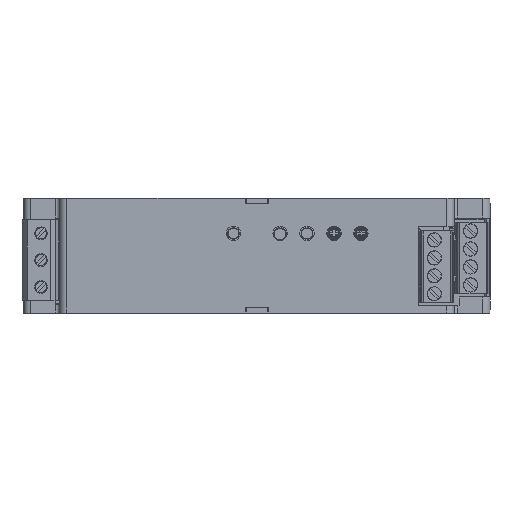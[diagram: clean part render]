
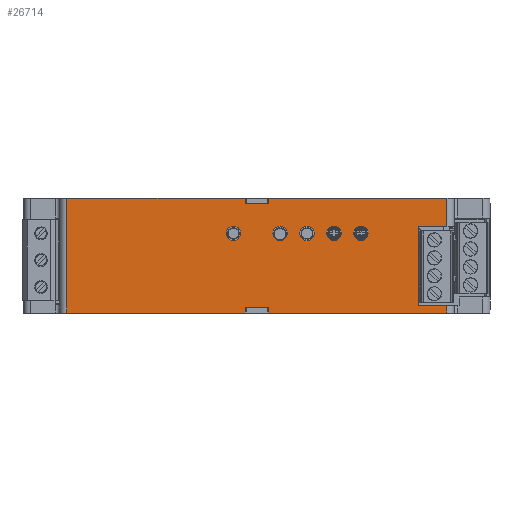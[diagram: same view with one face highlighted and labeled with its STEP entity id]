
A CAD part, top view. The second image highlights one B-rep face of the part: STEP entity #26714.
In plain terms, the highlighted planar face has unit normal (0, 0, 1).
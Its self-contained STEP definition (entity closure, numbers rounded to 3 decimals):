
#26714=ADVANCED_FACE('',(#52923,#52925,#52927,#52929,#52931,#52933),#52935,.T.);
#52923=FACE_BOUND('',#52924,.T.);
#52924=EDGE_LOOP('',(#67281,#67282,#67283,#67284,#67285,#67286,#67287,#67288,#67289,
#67290,#67291,#67292,#67293,#67294,#67295,#67296));
#52925=FACE_BOUND('',#52926,.T.);
#52926=EDGE_LOOP('',(#67297));
#52927=FACE_BOUND('',#52928,.T.);
#52928=EDGE_LOOP('',(#67298));
#52929=FACE_BOUND('',#52930,.T.);
#52930=EDGE_LOOP('',(#67299));
#52931=FACE_BOUND('',#52932,.T.);
#52932=EDGE_LOOP('',(#67300));
#52933=FACE_BOUND('',#52934,.T.);
#52934=EDGE_LOOP('',(#67301));
#52935=PLANE('',#52936);
#52936=AXIS2_PLACEMENT_3D('',#52937,#52938,#52939);
#52937=CARTESIAN_POINT('',(-126.597,0.,-125.597));
#52938=DIRECTION('',(0.,0.,1.));
#52939=DIRECTION('',(1.,0.,0.));
#67281=ORIENTED_EDGE('',*,*,#74420,.T.);
#67282=ORIENTED_EDGE('',*,*,#74421,.T.);
#67283=ORIENTED_EDGE('',*,*,#74422,.T.);
#67284=ORIENTED_EDGE('',*,*,#74423,.T.);
#67285=ORIENTED_EDGE('',*,*,#74393,.T.);
#67286=ORIENTED_EDGE('',*,*,#74424,.T.);
#67287=ORIENTED_EDGE('',*,*,#74425,.T.);
#67288=ORIENTED_EDGE('',*,*,#74426,.T.);
#67289=ORIENTED_EDGE('',*,*,#74427,.T.);
#67290=ORIENTED_EDGE('',*,*,#74428,.T.);
#67291=ORIENTED_EDGE('',*,*,#74402,.T.);
#67292=ORIENTED_EDGE('',*,*,#74429,.T.);
#67293=ORIENTED_EDGE('',*,*,#74430,.T.);
#67294=ORIENTED_EDGE('',*,*,#74431,.T.);
#67295=ORIENTED_EDGE('',*,*,#74412,.T.);
#67296=ORIENTED_EDGE('',*,*,#74432,.T.);
#67297=ORIENTED_EDGE('',*,*,#74433,.T.);
#67298=ORIENTED_EDGE('',*,*,#74434,.T.);
#67299=ORIENTED_EDGE('',*,*,#74435,.T.);
#67300=ORIENTED_EDGE('',*,*,#74436,.T.);
#67301=ORIENTED_EDGE('',*,*,#74437,.T.);
#74393=EDGE_CURVE('',#85772,#85770,#85773,.T.);
#74402=EDGE_CURVE('',#85785,#85783,#85786,.T.);
#74412=EDGE_CURVE('',#85797,#85799,#85801,.T.);
#74420=EDGE_CURVE('',#85812,#85813,#85814,.F.);
#74421=EDGE_CURVE('',#85813,#85815,#85816,.F.);
#74422=EDGE_CURVE('',#85815,#85817,#85818,.F.);
#74423=EDGE_CURVE('',#85817,#85772,#85819,.T.);
#74424=EDGE_CURVE('',#85770,#85820,#85821,.T.);
#74425=EDGE_CURVE('',#85820,#85822,#85823,.F.);
#74426=EDGE_CURVE('',#85822,#85824,#85825,.F.);
#74427=EDGE_CURVE('',#85824,#85826,#85827,.F.);
#74428=EDGE_CURVE('',#85826,#85785,#85828,.T.);
#74429=EDGE_CURVE('',#85783,#85829,#85830,.F.);
#74430=EDGE_CURVE('',#85829,#85831,#85832,.F.);
#74431=EDGE_CURVE('',#85831,#85797,#85833,.F.);
#74432=EDGE_CURVE('',#85799,#85812,#85834,.T.);
#74433=EDGE_CURVE('',#85835,#85835,#85836,.F.);
#74434=EDGE_CURVE('',#85837,#85837,#85838,.F.);
#74435=EDGE_CURVE('',#85839,#85839,#85840,.F.);
#74436=EDGE_CURVE('',#85841,#85841,#85842,.F.);
#74437=EDGE_CURVE('',#85843,#85843,#85844,.F.);
#85770=VERTEX_POINT('',#121622);
#85772=VERTEX_POINT('',#121627);
#85773=LINE('',#121628,#121629);
#85783=VERTEX_POINT('',#121655);
#85785=VERTEX_POINT('',#121660);
#85786=LINE('',#121661,#121662);
#85797=VERTEX_POINT('',#121689);
#85799=VERTEX_POINT('',#121694);
#85801=LINE('',#121699,#121700);
#85812=VERTEX_POINT('',#121727);
#85813=VERTEX_POINT('',#121728);
#85814=LINE('',#121729,#121730);
#85815=VERTEX_POINT('',#121732);
#85816=LINE('',#121733,#121734);
#85817=VERTEX_POINT('',#121736);
#85818=LINE('',#121737,#121738);
#85819=LINE('',#121740,#121741);
#85820=VERTEX_POINT('',#121743);
#85821=LINE('',#121744,#121745);
#85822=VERTEX_POINT('',#121747);
#85823=LINE('',#121748,#121749);
#85824=VERTEX_POINT('',#121751);
#85825=LINE('',#121752,#121753);
#85826=VERTEX_POINT('',#121755);
#85827=LINE('',#121756,#121757);
#85828=LINE('',#121759,#121760);
#85829=VERTEX_POINT('',#121762);
#85830=LINE('',#121763,#121764);
#85831=VERTEX_POINT('',#121766);
#85832=LINE('',#121767,#121768);
#85833=LINE('',#121770,#121771);
#85834=LINE('',#121773,#121774);
#85835=VERTEX_POINT('',#121776);
#85836=CIRCLE('',#121777,2.);
#85837=VERTEX_POINT('',#121781);
#85838=CIRCLE('',#121782,2.);
#85839=VERTEX_POINT('',#121786);
#85840=CIRCLE('',#121787,2.);
#85841=VERTEX_POINT('',#121791);
#85842=CIRCLE('',#121792,2.);
#85843=VERTEX_POINT('',#121796);
#85844=CIRCLE('',#121797,2.);
#121622=CARTESIAN_POINT('',(-126.597,0.,-125.597));
#121627=CARTESIAN_POINT('',(-126.597,32.,-125.597));
#121628=CARTESIAN_POINT('',(-126.597,32.,-125.597));
#121629=VECTOR('',#121630,1.);
#121630=DIRECTION('',(0.,-1.,0.));
#121655=CARTESIAN_POINT('',(-20.597,2.,-125.597));
#121660=CARTESIAN_POINT('',(-20.597,0.,-125.597));
#121661=CARTESIAN_POINT('',(-20.597,0.,-125.597));
#121662=VECTOR('',#121663,1.);
#121663=DIRECTION('',(0.,1.,0.));
#121689=CARTESIAN_POINT('',(-20.597,24.,-125.597));
#121694=CARTESIAN_POINT('',(-20.597,32.,-125.597));
#121699=CARTESIAN_POINT('',(-20.597,24.,-125.597));
#121700=VECTOR('',#121701,1.);
#121701=DIRECTION('',(0.,1.,0.));
#121727=CARTESIAN_POINT('',(-70.397,32.,-125.597));
#121728=CARTESIAN_POINT('',(-70.397,30.5,-125.597));
#121729=CARTESIAN_POINT('',(-70.397,30.5,-125.597));
#121730=VECTOR('',#121731,1.);
#121731=DIRECTION('',(0.,1.,0.));
#121732=CARTESIAN_POINT('',(-76.797,30.5,-125.597));
#121733=CARTESIAN_POINT('',(-76.797,30.5,-125.597));
#121734=VECTOR('',#121735,1.);
#121735=DIRECTION('',(1.,0.,0.));
#121736=CARTESIAN_POINT('',(-76.797,32.,-125.597));
#121737=CARTESIAN_POINT('',(-76.797,32.,-125.597));
#121738=VECTOR('',#121739,1.);
#121739=DIRECTION('',(0.,-1.,0.));
#121740=CARTESIAN_POINT('',(-76.797,32.,-125.597));
#121741=VECTOR('',#121742,1.);
#121742=DIRECTION('',(-1.,0.,0.));
#121743=CARTESIAN_POINT('',(-76.797,0.,-125.597));
#121744=CARTESIAN_POINT('',(-126.597,0.,-125.597));
#121745=VECTOR('',#121746,1.);
#121746=DIRECTION('',(1.,0.,0.));
#121747=CARTESIAN_POINT('',(-76.797,1.5,-125.597));
#121748=CARTESIAN_POINT('',(-76.797,1.5,-125.597));
#121749=VECTOR('',#121750,1.);
#121750=DIRECTION('',(0.,-1.,0.));
#121751=CARTESIAN_POINT('',(-70.397,1.5,-125.597));
#121752=CARTESIAN_POINT('',(-70.397,1.5,-125.597));
#121753=VECTOR('',#121754,1.);
#121754=DIRECTION('',(-1.,0.,0.));
#121755=CARTESIAN_POINT('',(-70.397,0.,-125.597));
#121756=CARTESIAN_POINT('',(-70.397,0.,-125.597));
#121757=VECTOR('',#121758,1.);
#121758=DIRECTION('',(0.,1.,0.));
#121759=CARTESIAN_POINT('',(-70.397,0.,-125.597));
#121760=VECTOR('',#121761,1.);
#121761=DIRECTION('',(1.,0.,0.));
#121762=CARTESIAN_POINT('',(-28.601,2.,-125.597));
#121763=CARTESIAN_POINT('',(-28.601,2.,-125.597));
#121764=VECTOR('',#121765,1.);
#121765=DIRECTION('',(1.,0.,0.));
#121766=CARTESIAN_POINT('',(-28.601,24.,-125.597));
#121767=CARTESIAN_POINT('',(-28.601,24.,-125.597));
#121768=VECTOR('',#121769,1.);
#121769=DIRECTION('',(0.,-1.,0.));
#121770=CARTESIAN_POINT('',(-20.597,24.,-125.597));
#121771=VECTOR('',#121772,1.);
#121772=DIRECTION('',(-1.,0.,0.));
#121773=CARTESIAN_POINT('',(-20.597,32.,-125.597));
#121774=VECTOR('',#121775,1.);
#121775=DIRECTION('',(-1.,0.,0.));
#121776=CARTESIAN_POINT('',(-42.597,22.2,-125.597));
#121777=AXIS2_PLACEMENT_3D('',#121778,#121779,#121780);
#121778=CARTESIAN_POINT('',(-44.597,22.2,-125.597));
#121779=DIRECTION('',(0.,0.,1.));
#121780=DIRECTION('',(1.,0.,0.));
#121781=CARTESIAN_POINT('',(-78.097,22.2,-125.597));
#121782=AXIS2_PLACEMENT_3D('',#121783,#121784,#121785);
#121783=CARTESIAN_POINT('',(-80.097,22.2,-125.597));
#121784=DIRECTION('',(0.,0.,1.));
#121785=DIRECTION('',(1.,0.,0.));
#121786=CARTESIAN_POINT('',(-65.097,22.2,-125.597));
#121787=AXIS2_PLACEMENT_3D('',#121788,#121789,#121790);
#121788=CARTESIAN_POINT('',(-67.097,22.2,-125.597));
#121789=DIRECTION('',(0.,0.,1.));
#121790=DIRECTION('',(1.,0.,0.));
#121791=CARTESIAN_POINT('',(-57.597,22.2,-125.597));
#121792=AXIS2_PLACEMENT_3D('',#121793,#121794,#121795);
#121793=CARTESIAN_POINT('',(-59.597,22.2,-125.597));
#121794=DIRECTION('',(0.,0.,1.));
#121795=DIRECTION('',(1.,0.,0.));
#121796=CARTESIAN_POINT('',(-50.097,22.2,-125.597));
#121797=AXIS2_PLACEMENT_3D('',#121798,#121799,#121800);
#121798=CARTESIAN_POINT('',(-52.097,22.2,-125.597));
#121799=DIRECTION('',(0.,0.,1.));
#121800=DIRECTION('',(1.,0.,0.));
